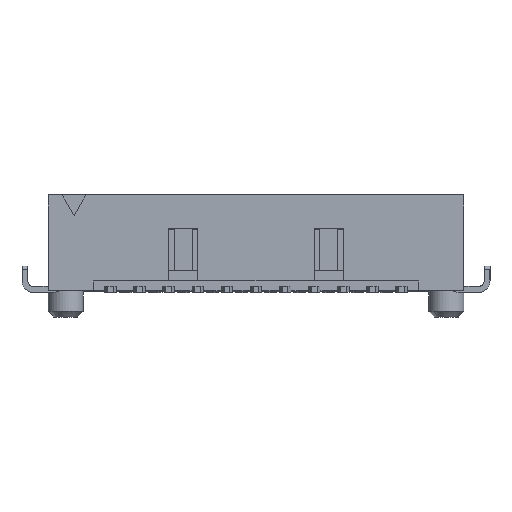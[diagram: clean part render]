
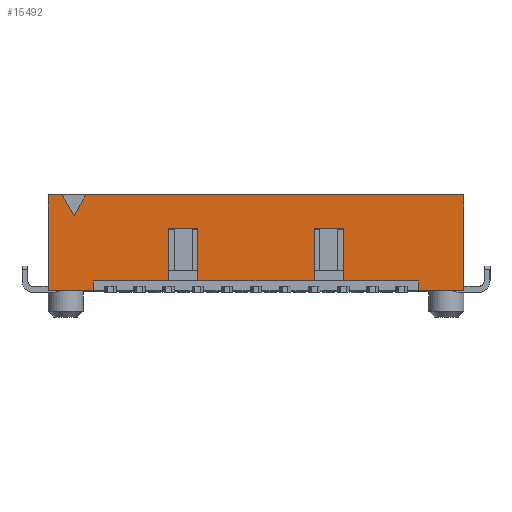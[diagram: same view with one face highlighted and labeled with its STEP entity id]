
A CAD part, top view. The second image highlights one B-rep face of the part: STEP entity #15492.
In plain terms, the highlighted planar face has unit normal (0, 0, 1).
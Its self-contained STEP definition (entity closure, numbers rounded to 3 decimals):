
#147=DIRECTION('',(1.,0.,0.));
#148=VECTOR('',#147,4.);
#149=CARTESIAN_POINT('',(-9.5,0.34,2.1));
#150=LINE('',#149,#148);
#155=DIRECTION('',(1.,0.,0.));
#156=VECTOR('',#155,13.);
#157=CARTESIAN_POINT('',(-13.35,3.3,2.1));
#158=LINE('',#157,#156);
#159=DIRECTION('',(1.,0.,0.));
#160=VECTOR('',#159,1.55);
#161=CARTESIAN_POINT('',(-1.9,0.,2.1));
#162=LINE('',#161,#160);
#163=DIRECTION('',(1.,0.,0.));
#164=VECTOR('',#163,1.55);
#165=CARTESIAN_POINT('',(-14.65,0.,2.1));
#166=LINE('',#165,#164);
#167=DIRECTION('',(-0.5,0.866,0.));
#168=VECTOR('',#167,0.82);
#169=CARTESIAN_POINT('',(-13.76,2.59,2.1));
#170=LINE('',#169,#168);
#171=DIRECTION('',(-0.5,-0.866,0.));
#172=VECTOR('',#171,0.82);
#173=CARTESIAN_POINT('',(-13.35,3.3,2.1));
#174=LINE('',#173,#172);
#187=DIRECTION('',(1.,0.,0.));
#188=VECTOR('',#187,0.48);
#189=CARTESIAN_POINT('',(-14.65,3.3,2.1));
#190=LINE('',#189,#188);
#7694=DIRECTION('',(0.,-1.,0.));
#7695=VECTOR('',#7694,1.8);
#7696=CARTESIAN_POINT('',(-4.5,2.14,2.1));
#7697=LINE('',#7696,#7695);
#7706=DIRECTION('',(1.,0.,0.));
#7707=VECTOR('',#7706,2.6);
#7708=CARTESIAN_POINT('',(-4.5,0.34,2.1));
#7709=LINE('',#7708,#7707);
#7722=DIRECTION('',(0.,-1.,0.));
#7723=VECTOR('',#7722,0.34);
#7724=CARTESIAN_POINT('',(-1.9,0.34,2.1));
#7725=LINE('',#7724,#7723);
#7738=DIRECTION('',(0.,1.,0.));
#7739=VECTOR('',#7738,1.8);
#7740=CARTESIAN_POINT('',(-5.5,0.34,2.1));
#7741=LINE('',#7740,#7739);
#7746=DIRECTION('',(1.,0.,0.));
#7747=VECTOR('',#7746,1.);
#7748=CARTESIAN_POINT('',(-5.5,2.14,2.1));
#7749=LINE('',#7748,#7747);
#7770=DIRECTION('',(0.,-1.,0.));
#7771=VECTOR('',#7770,1.8);
#7772=CARTESIAN_POINT('',(-9.5,2.14,2.1));
#7773=LINE('',#7772,#7771);
#7798=DIRECTION('',(0.,1.,0.));
#7799=VECTOR('',#7798,1.8);
#7800=CARTESIAN_POINT('',(-10.5,0.34,2.1));
#7801=LINE('',#7800,#7799);
#7806=DIRECTION('',(1.,0.,0.));
#7807=VECTOR('',#7806,1.);
#7808=CARTESIAN_POINT('',(-10.5,2.14,2.1));
#7809=LINE('',#7808,#7807);
#7826=DIRECTION('',(1.,0.,0.));
#7827=VECTOR('',#7826,2.6);
#7828=CARTESIAN_POINT('',(-13.1,0.34,2.1));
#7829=LINE('',#7828,#7827);
#7834=DIRECTION('',(0.,1.,0.));
#7835=VECTOR('',#7834,0.34);
#7836=CARTESIAN_POINT('',(-13.1,0.,2.1));
#7837=LINE('',#7836,#7835);
#9611=DIRECTION('',(0.,-1.,0.));
#9612=VECTOR('',#9611,3.3);
#9613=CARTESIAN_POINT('',(-0.35,3.3,2.1));
#9614=LINE('',#9613,#9612);
#10038=DIRECTION('',(0.,1.,0.));
#10039=VECTOR('',#10038,3.3);
#10040=CARTESIAN_POINT('',(-14.65,0.,2.1));
#10041=LINE('',#10040,#10039);
#11540=CARTESIAN_POINT('',(-0.35,0.,2.1));
#11541=VERTEX_POINT('',#11540);
#11542=CARTESIAN_POINT('',(-1.9,0.,2.1));
#11543=VERTEX_POINT('',#11542);
#11630=CARTESIAN_POINT('',(-0.35,3.3,2.1));
#11631=VERTEX_POINT('',#11630);
#11632=CARTESIAN_POINT('',(-1.9,0.34,2.1));
#11633=VERTEX_POINT('',#11632);
#11634=CARTESIAN_POINT('',(-4.5,0.34,2.1));
#11635=VERTEX_POINT('',#11634);
#11636=CARTESIAN_POINT('',(-4.5,2.14,2.1));
#11637=VERTEX_POINT('',#11636);
#11638=CARTESIAN_POINT('',(-5.5,2.14,2.1));
#11639=VERTEX_POINT('',#11638);
#11640=CARTESIAN_POINT('',(-5.5,0.34,2.1));
#11641=VERTEX_POINT('',#11640);
#13274=CARTESIAN_POINT('',(-13.1,0.,2.1));
#13275=VERTEX_POINT('',#13274);
#13276=CARTESIAN_POINT('',(-14.65,0.,2.1));
#13277=VERTEX_POINT('',#13276);
#13388=CARTESIAN_POINT('',(-9.5,0.34,2.1));
#13389=VERTEX_POINT('',#13388);
#13390=CARTESIAN_POINT('',(-9.5,2.14,2.1));
#13391=VERTEX_POINT('',#13390);
#13392=CARTESIAN_POINT('',(-10.5,2.14,2.1));
#13393=VERTEX_POINT('',#13392);
#13394=CARTESIAN_POINT('',(-10.5,0.34,2.1));
#13395=VERTEX_POINT('',#13394);
#13396=CARTESIAN_POINT('',(-13.1,0.34,2.1));
#13397=VERTEX_POINT('',#13396);
#13398=CARTESIAN_POINT('',(-14.65,3.3,2.1));
#13399=VERTEX_POINT('',#13398);
#13400=CARTESIAN_POINT('',(-14.17,3.3,2.1));
#13401=VERTEX_POINT('',#13400);
#13402=CARTESIAN_POINT('',(-13.76,2.59,2.1));
#13403=VERTEX_POINT('',#13402);
#13404=CARTESIAN_POINT('',(-13.35,3.3,2.1));
#13405=VERTEX_POINT('',#13404);
#15450=CARTESIAN_POINT('',(-11.075,1.65,2.1));
#15451=DIRECTION('',(0.,0.,1.));
#15452=DIRECTION('',(1.,0.,0.));
#15453=AXIS2_PLACEMENT_3D('',#15450,#15451,#15452);
#15454=PLANE('',#15453);
#15456=ORIENTED_EDGE('',*,*,#15455,.T.);
#15458=ORIENTED_EDGE('',*,*,#15457,.T.);
#15459=ORIENTED_EDGE('',*,*,#15065,.F.);
#15461=ORIENTED_EDGE('',*,*,#15460,.F.);
#15463=ORIENTED_EDGE('',*,*,#15462,.F.);
#15465=ORIENTED_EDGE('',*,*,#15464,.F.);
#15467=ORIENTED_EDGE('',*,*,#15466,.F.);
#15469=ORIENTED_EDGE('',*,*,#15468,.F.);
#15470=ORIENTED_EDGE('',*,*,#15440,.F.);
#15472=ORIENTED_EDGE('',*,*,#15471,.F.);
#15474=ORIENTED_EDGE('',*,*,#15473,.F.);
#15476=ORIENTED_EDGE('',*,*,#15475,.F.);
#15478=ORIENTED_EDGE('',*,*,#15477,.F.);
#15480=ORIENTED_EDGE('',*,*,#15479,.F.);
#15481=ORIENTED_EDGE('',*,*,#15217,.F.);
#15483=ORIENTED_EDGE('',*,*,#15482,.T.);
#15485=ORIENTED_EDGE('',*,*,#15484,.T.);
#15487=ORIENTED_EDGE('',*,*,#15486,.F.);
#15489=ORIENTED_EDGE('',*,*,#15488,.F.);
#15490=EDGE_LOOP('',(#15456,#15458,#15459,#15461,#15463,#15465,#15467,#15469,
#15470,#15472,#15474,#15476,#15478,#15480,#15481,#15483,#15485,#15487,#15489));
#15491=FACE_OUTER_BOUND('',#15490,.F.);
#15065=EDGE_CURVE('',#11543,#11541,#162,.T.);
#15217=EDGE_CURVE('',#13277,#13275,#166,.T.);
#15440=EDGE_CURVE('',#13389,#11641,#150,.T.);
#15455=EDGE_CURVE('',#13405,#11631,#158,.T.);
#15457=EDGE_CURVE('',#11631,#11541,#9614,.T.);
#15460=EDGE_CURVE('',#11633,#11543,#7725,.T.);
#15462=EDGE_CURVE('',#11635,#11633,#7709,.T.);
#15464=EDGE_CURVE('',#11637,#11635,#7697,.T.);
#15466=EDGE_CURVE('',#11639,#11637,#7749,.T.);
#15468=EDGE_CURVE('',#11641,#11639,#7741,.T.);
#15471=EDGE_CURVE('',#13391,#13389,#7773,.T.);
#15473=EDGE_CURVE('',#13393,#13391,#7809,.T.);
#15475=EDGE_CURVE('',#13395,#13393,#7801,.T.);
#15477=EDGE_CURVE('',#13397,#13395,#7829,.T.);
#15479=EDGE_CURVE('',#13275,#13397,#7837,.T.);
#15482=EDGE_CURVE('',#13277,#13399,#10041,.T.);
#15484=EDGE_CURVE('',#13399,#13401,#190,.T.);
#15486=EDGE_CURVE('',#13403,#13401,#170,.T.);
#15488=EDGE_CURVE('',#13405,#13403,#174,.T.);
#15492=ADVANCED_FACE('',(#15491),#15454,.T.);
